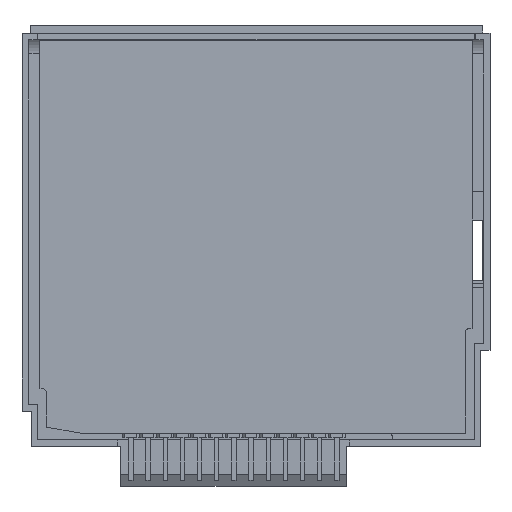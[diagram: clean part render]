
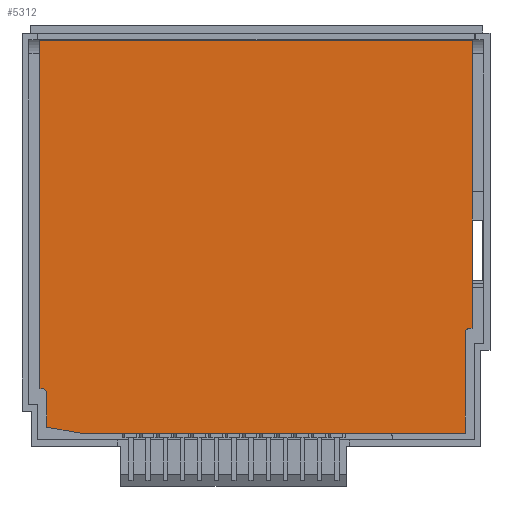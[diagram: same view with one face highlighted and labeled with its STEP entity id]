
A CAD part, front view. The second image highlights one B-rep face of the part: STEP entity #5312.
In plain terms, the highlighted planar face has unit normal (0, -1, 0).
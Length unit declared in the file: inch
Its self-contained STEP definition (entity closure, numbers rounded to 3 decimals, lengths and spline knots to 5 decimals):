
#61 = ORIENTED_EDGE ( 'NONE', *, *, #4996, .F. ) ;
#318 = DIRECTION ( 'NONE',  ( 1., 0., 0. ) ) ;
#480 = CARTESIAN_POINT ( 'NONE',  ( -1.2589, 0.11811, -2.11083 ) ) ;
#692 = VERTEX_POINT ( 'NONE', #11440 ) ;
#1304 = CARTESIAN_POINT ( 'NONE',  ( 1.2186, 0.11811, -1.78833 ) ) ;
#1511 = VECTOR ( 'NONE', #6420, 39.37008 ) ;
#1618 = CARTESIAN_POINT ( 'NONE',  ( -1.2489, 0.11811, -2.14083 ) ) ;
#1663 = CARTESIAN_POINT ( 'NONE',  ( -1.2189, 0.11811, -2.14083 ) ) ;
#1885 = LINE ( 'NONE', #5050, #1511 ) ;
#2102 = ORIENTED_EDGE ( 'NONE', *, *, #10978, .F. ) ;
#2304 = VERTEX_POINT ( 'NONE', #1304 ) ;
#2426 = VERTEX_POINT ( 'NONE', #1663 ) ;
#2609 = AXIS2_PLACEMENT_3D ( 'NONE', #14316, #7785, #11845 ) ;
#2751 = DIRECTION ( 'NONE',  ( -1., 0., 0. ) ) ;
#2796 = CIRCLE ( 'NONE', #4336, 0.03 ) ;
#2889 = CARTESIAN_POINT ( 'NONE',  ( -1.2589, 0.11811, -2.14083 ) ) ;
#2925 = CARTESIAN_POINT ( 'NONE',  ( -1.0239, 0.11811, -2.37083 ) ) ;
#2933 = ORIENTED_EDGE ( 'NONE', *, *, #5103, .F. ) ;
#3286 = VERTEX_POINT ( 'NONE', #5984 ) ;
#3517 = EDGE_CURVE ( 'NONE', #692, #2426, #1885, .T. ) ;
#3523 = VECTOR ( 'NONE', #7802, 39.37008 ) ;
#3671 = DIRECTION ( 'NONE',  ( -1., 0., 0. ) ) ;
#3914 = ORIENTED_EDGE ( 'NONE', *, *, #4871, .F. ) ;
#4062 = EDGE_CURVE ( 'NONE', #2304, #6987, #12147, .T. ) ;
#4336 = AXIS2_PLACEMENT_3D ( 'NONE', #14499, #8228, #14708 ) ;
#4404 = LINE ( 'NONE', #14758, #13245 ) ;
#4455 = ORIENTED_EDGE ( 'NONE', *, *, #3517, .F. ) ;
#4871 = EDGE_CURVE ( 'NONE', #7710, #692, #11990, .T. ) ;
#4972 = VECTOR ( 'NONE', #3671, 39.37008 ) ;
#4996 = EDGE_CURVE ( 'NONE', #3286, #2304, #2796, .T. ) ;
#5050 = CARTESIAN_POINT ( 'NONE',  ( -1.2189, 0.11811, -2.14083 ) ) ;
#5052 = VECTOR ( 'NONE', #9167, 39.37008 ) ;
#5080 = CARTESIAN_POINT ( 'NONE',  ( 1.2186, 0.11811, -2.14083 ) ) ;
#5103 = EDGE_CURVE ( 'NONE', #6987, #7710, #11059, .T. ) ;
#5289 = ORIENTED_EDGE ( 'NONE', *, *, #11045, .F. ) ;
#5312 = ADVANCED_FACE ( 'NONE', ( #7322 ), #9030, .F. ) ;
#5799 = EDGE_CURVE ( 'NONE', #15410, #7817, #14639, .T. ) ;
#5984 = CARTESIAN_POINT ( 'NONE',  ( 1.2486, 0.11811, -1.75833 ) ) ;
#6107 = VECTOR ( 'NONE', #6807, 39.37008 ) ;
#6419 = CARTESIAN_POINT ( 'NONE',  ( -1.2489, 0.11811, -1.75833 ) ) ;
#6420 = DIRECTION ( 'NONE',  ( 0., 0., 1. ) ) ;
#6807 = DIRECTION ( 'NONE',  ( -0.984, 0., 0.177 ) ) ;
#6987 = VERTEX_POINT ( 'NONE', #13344 ) ;
#7322 = FACE_OUTER_BOUND ( 'NONE', #9982, .T. ) ;
#7567 = LINE ( 'NONE', #7791, #5052 ) ;
#7597 = CARTESIAN_POINT ( 'NONE',  ( 1.2586, 0.11811, -1.75833 ) ) ;
#7710 = VERTEX_POINT ( 'NONE', #12543 ) ;
#7785 = DIRECTION ( 'NONE',  ( 0., -1., 0. ) ) ;
#7791 = CARTESIAN_POINT ( 'NONE',  ( 1.2586, 0.11811, -2.14083 ) ) ;
#7802 = DIRECTION ( 'NONE',  ( 0., 0., -1. ) ) ;
#7817 = VERTEX_POINT ( 'NONE', #480 ) ;
#7938 = CARTESIAN_POINT ( 'NONE',  ( 1.2586, 0.11811, -0.08583 ) ) ;
#7943 = VECTOR ( 'NONE', #13013, 39.37008 ) ;
#7957 = CARTESIAN_POINT ( 'NONE',  ( -1.2489, 0.11811, -2.11083 ) ) ;
#8228 = DIRECTION ( 'NONE',  ( 0., -1., 0. ) ) ;
#8287 = CARTESIAN_POINT ( 'NONE',  ( -1.2589, 0.11811, -0.08583 ) ) ;
#8965 = VECTOR ( 'NONE', #14116, 39.37008 ) ;
#9030 = PLANE ( 'NONE',  #9886 ) ;
#9167 = DIRECTION ( 'NONE',  ( 0., 0., -1. ) ) ;
#9230 = CARTESIAN_POINT ( 'NONE',  ( -1.2489, 0.11811, -2.11083 ) ) ;
#9886 = AXIS2_PLACEMENT_3D ( 'NONE', #1618, #15317, #2751 ) ;
#9982 = EDGE_LOOP ( 'NONE', ( #2102, #15880, #13593, #4455, #3914, #2933, #10465, #61, #10048, #5289, #11254 ) ) ;
#10048 = ORIENTED_EDGE ( 'NONE', *, *, #10556, .F. ) ;
#10241 = DIRECTION ( 'NONE',  ( -1., 0., 0. ) ) ;
#10360 = VECTOR ( 'NONE', #10241, 39.37008 ) ;
#10465 = ORIENTED_EDGE ( 'NONE', *, *, #4062, .F. ) ;
#10556 = EDGE_CURVE ( 'NONE', #12126, #3286, #15491, .T. ) ;
#10978 = EDGE_CURVE ( 'NONE', #7817, #11342, #13875, .T. ) ;
#11045 = EDGE_CURVE ( 'NONE', #13274, #12126, #7567, .T. ) ;
#11059 = LINE ( 'NONE', #13477, #4972 ) ;
#11254 = ORIENTED_EDGE ( 'NONE', *, *, #14502, .F. ) ;
#11342 = VERTEX_POINT ( 'NONE', #8287 ) ;
#11440 = CARTESIAN_POINT ( 'NONE',  ( -1.2189, 0.11811, -2.33583 ) ) ;
#11845 = DIRECTION ( 'NONE',  ( 0., 0., -1. ) ) ;
#11990 = LINE ( 'NONE', #2925, #6107 ) ;
#12126 = VERTEX_POINT ( 'NONE', #7597 ) ;
#12147 = LINE ( 'NONE', #5080, #3523 ) ;
#12543 = CARTESIAN_POINT ( 'NONE',  ( -1.0239, 0.11811, -2.37083 ) ) ;
#13013 = DIRECTION ( 'NONE',  ( -1., 0., 0. ) ) ;
#13245 = VECTOR ( 'NONE', #318, 39.37008 ) ;
#13274 = VERTEX_POINT ( 'NONE', #7938 ) ;
#13344 = CARTESIAN_POINT ( 'NONE',  ( 1.2186, 0.11811, -2.37083 ) ) ;
#13477 = CARTESIAN_POINT ( 'NONE',  ( -1.2489, 0.11811, -2.37083 ) ) ;
#13593 = ORIENTED_EDGE ( 'NONE', *, *, #15108, .F. ) ;
#13875 = LINE ( 'NONE', #2889, #8965 ) ;
#14116 = DIRECTION ( 'NONE',  ( 0., 0., 1. ) ) ;
#14316 = CARTESIAN_POINT ( 'NONE',  ( -1.2489, 0.11811, -2.14083 ) ) ;
#14499 = CARTESIAN_POINT ( 'NONE',  ( 1.2486, 0.11811, -1.78833 ) ) ;
#14502 = EDGE_CURVE ( 'NONE', #11342, #13274, #4404, .T. ) ;
#14639 = LINE ( 'NONE', #9230, #7943 ) ;
#14708 = DIRECTION ( 'NONE',  ( 0., 0., -1. ) ) ;
#14758 = CARTESIAN_POINT ( 'NONE',  ( -1.2489, 0.11811, -0.08583 ) ) ;
#14807 = CIRCLE ( 'NONE', #2609, 0.03 ) ;
#15108 = EDGE_CURVE ( 'NONE', #2426, #15410, #14807, .T. ) ;
#15317 = DIRECTION ( 'NONE',  ( 0., 1., 0. ) ) ;
#15410 = VERTEX_POINT ( 'NONE', #7957 ) ;
#15491 = LINE ( 'NONE', #6419, #10360 ) ;
#15880 = ORIENTED_EDGE ( 'NONE', *, *, #5799, .F. ) ;
